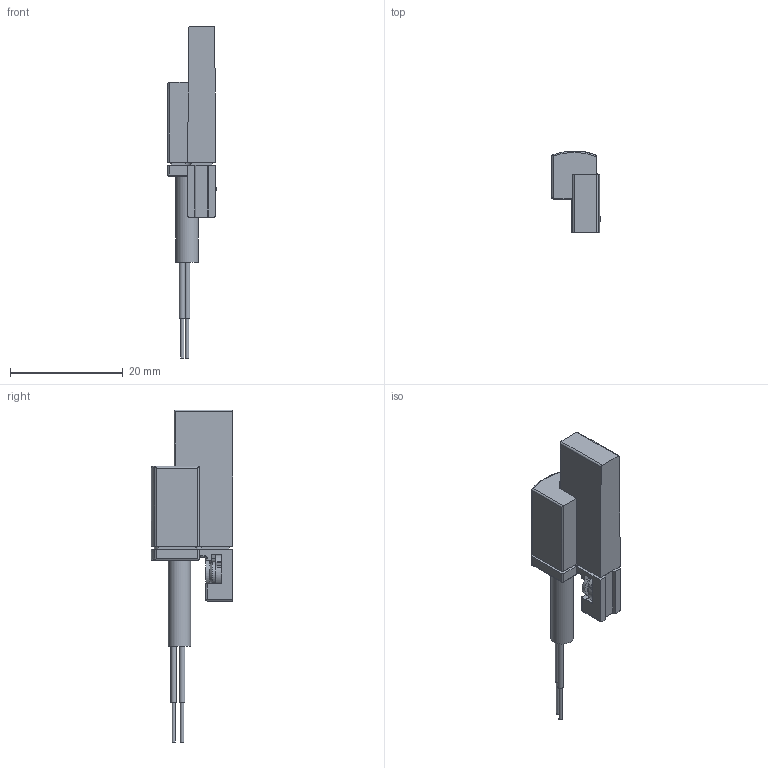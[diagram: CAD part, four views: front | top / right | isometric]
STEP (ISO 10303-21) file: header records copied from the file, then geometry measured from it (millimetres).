
FILE_DESCRIPTION(/* description */ ('STEP AP214'),/* implementation_level */ '2;1');
FILE_NAME(/* name */ '2427617_SDBT-BSW-1L-ZU-W-5-N-LE',/* time_stamp */ '2024-09-14T23:33:09+02:00',/* author */ ('License CC BY-ND 4.0'),/* organization */ ('CADENAS'),/* preprocessor_version */ 'ST-DEVELOPER v19.3',/* originating_system */ 'PARTsolutions',/* authorisation */ ' ');
FILE_SCHEMA (('AUTOMOTIVE_DESIGN {1 0 10303 214 3 1 1}'));
Length unit declared in the file: millimetre
Products named in the file (2): 2427617 SDBT-BSW-1L-ZU-W-5-N-LE; 2427617 SDBT-BSW-1L-ZU-W-5-N-LE_S
Assembly tree (1 placements, depth 2):
  2427617 SDBT-BSW-1L-ZU-W-5-N-LE
    2427617 SDBT-BSW-1L-ZU-W-5-N-LE_S
Bounding box: 8.54 x 14.5 x 58.92 mm (x, y, z)
Volume: 2431.6 mm3; surface area: 1780.9 mm2
Topology: 1 solids, 1 shells, 165 faces, 436 edges, 285 vertices
Faces by surface type: plane 91, cylinder 66, torus 6, sphere 1, cone 1
Full cylindrical faces by diameter (mm): 0.6 x2, 1 x2, 4 x2, 4.5 x1
Entity records: 6294 total; most frequent: CARTESIAN_POINT 958, DIRECTION 873, ORIENTED_EDGE 852, EDGE_CURVE 426, AXIS2_PLACEMENT_3D 304, VERTEX_POINT 284, LINE 265, VECTOR 265
